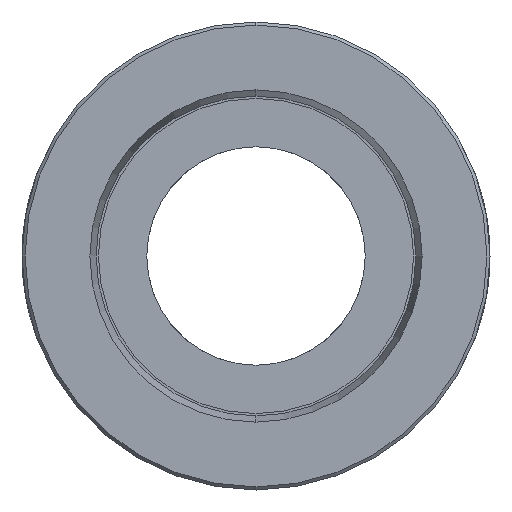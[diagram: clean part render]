
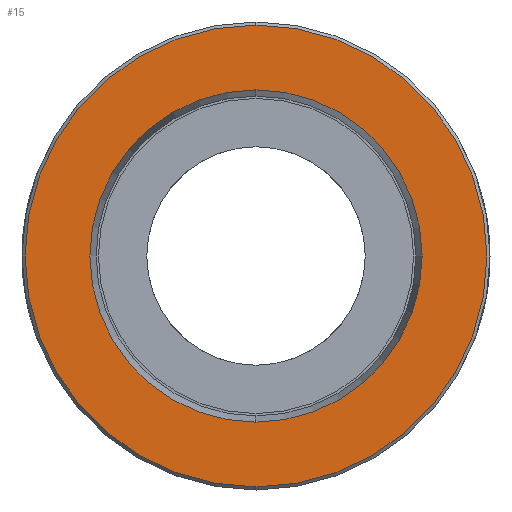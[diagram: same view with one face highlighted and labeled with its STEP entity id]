
A CAD part, left-side view. The second image highlights one B-rep face of the part: STEP entity #15.
In plain terms, the highlighted planar face has unit normal (-1, 0, 0).
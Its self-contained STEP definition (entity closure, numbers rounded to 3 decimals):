
#15 = ADVANCED_FACE ( 'NONE', ( #3869, #3485 ), #5323, .F. ) ;
#182 = VERTEX_POINT ( 'NONE', #3628 ) ;
#361 = DIRECTION ( 'NONE',  ( 0., 0., 1. ) ) ;
#581 = CARTESIAN_POINT ( 'NONE',  ( 0., 0., 0. ) ) ;
#593 = DIRECTION ( 'NONE',  ( 0., 0., -1. ) ) ;
#634 = CARTESIAN_POINT ( 'NONE',  ( 0., 0., 0. ) ) ;
#679 = EDGE_CURVE ( 'NONE', #2240, #2427, #2466, .T. ) ;
#704 = CARTESIAN_POINT ( 'NONE',  ( 0., 0., -10.65 ) ) ;
#781 = CARTESIAN_POINT ( 'NONE',  ( 0., 0., 0. ) ) ;
#1043 = DIRECTION ( 'NONE',  ( 1., 0., 0. ) ) ;
#1127 = CIRCLE ( 'NONE', #2287, 10.65 ) ;
#1137 = CIRCLE ( 'NONE', #5303, 14.8 ) ;
#1169 = DIRECTION ( 'NONE',  ( 1., 0., 0. ) ) ;
#1191 = EDGE_CURVE ( 'NONE', #3581, #182, #3928, .T. ) ;
#1192 = ORIENTED_EDGE ( 'NONE', *, *, #679, .F. ) ;
#1511 = DIRECTION ( 'NONE',  ( -1., 0., 0. ) ) ;
#1550 = CARTESIAN_POINT ( 'NONE',  ( 0., 0., 10.65 ) ) ;
#1723 = EDGE_LOOP ( 'NONE', ( #4147, #4090 ) ) ;
#1864 = CARTESIAN_POINT ( 'NONE',  ( 0., 0., -14.8 ) ) ;
#2173 = ORIENTED_EDGE ( 'NONE', *, *, #4730, .F. ) ;
#2240 = VERTEX_POINT ( 'NONE', #704 ) ;
#2287 = AXIS2_PLACEMENT_3D ( 'NONE', #781, #4877, #361 ) ;
#2308 = DIRECTION ( 'NONE',  ( 0., 0., 1. ) ) ;
#2317 = DIRECTION ( 'NONE',  ( 0., 0., -1. ) ) ;
#2384 = DIRECTION ( 'NONE',  ( 0., 0., -1. ) ) ;
#2427 = VERTEX_POINT ( 'NONE', #1550 ) ;
#2466 = CIRCLE ( 'NONE', #3821, 10.65 ) ;
#2638 = EDGE_CURVE ( 'NONE', #182, #3581, #1137, .T. ) ;
#2642 = DIRECTION ( 'NONE',  ( 1., 0., 0. ) ) ;
#3178 = AXIS2_PLACEMENT_3D ( 'NONE', #4458, #1169, #2384 ) ;
#3480 = AXIS2_PLACEMENT_3D ( 'NONE', #634, #1043, #2317 ) ;
#3485 = FACE_OUTER_BOUND ( 'NONE', #1723, .T. ) ;
#3581 = VERTEX_POINT ( 'NONE', #1864 ) ;
#3589 = CARTESIAN_POINT ( 'NONE',  ( 0., 0., 0. ) ) ;
#3628 = CARTESIAN_POINT ( 'NONE',  ( 0., 0., 14.8 ) ) ;
#3821 = AXIS2_PLACEMENT_3D ( 'NONE', #3589, #1511, #2308 ) ;
#3869 = FACE_BOUND ( 'NONE', #5050, .T. ) ;
#3928 = CIRCLE ( 'NONE', #3480, 14.8 ) ;
#4090 = ORIENTED_EDGE ( 'NONE', *, *, #2638, .F. ) ;
#4147 = ORIENTED_EDGE ( 'NONE', *, *, #1191, .F. ) ;
#4458 = CARTESIAN_POINT ( 'NONE',  ( 0., 0., 0. ) ) ;
#4730 = EDGE_CURVE ( 'NONE', #2427, #2240, #1127, .T. ) ;
#4877 = DIRECTION ( 'NONE',  ( -1., 0., 0. ) ) ;
#5050 = EDGE_LOOP ( 'NONE', ( #2173, #1192 ) ) ;
#5303 = AXIS2_PLACEMENT_3D ( 'NONE', #581, #2642, #593 ) ;
#5323 = PLANE ( 'NONE',  #3178 ) ;
